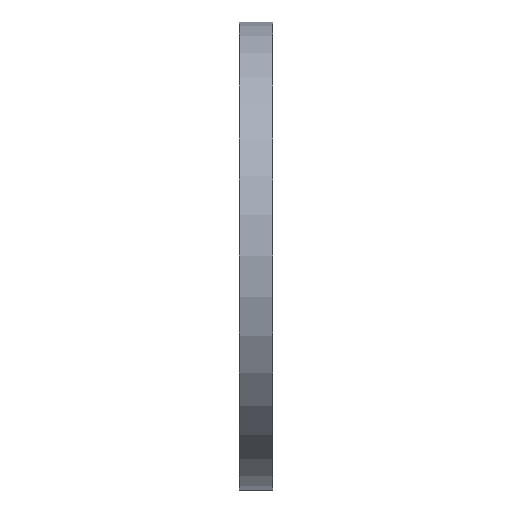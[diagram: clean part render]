
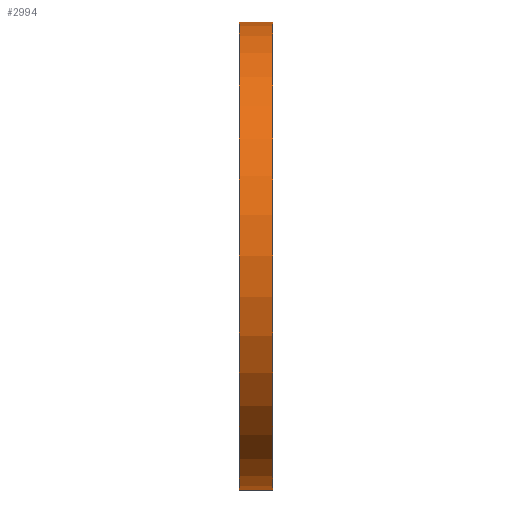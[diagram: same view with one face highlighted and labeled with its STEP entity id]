
A CAD part, left-side view. The second image highlights one B-rep face of the part: STEP entity #2994.
In plain terms, the highlighted cylindrical face has radius 70 mm (diameter 140 mm), a partial arc.
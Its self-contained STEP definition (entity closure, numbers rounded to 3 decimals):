
#489 = LINE ( 'NONE', #6214, #5787 ) ;
#1465 = CARTESIAN_POINT ( 'NONE',  ( 0., 5., 0. ) ) ;
#1496 = DIRECTION ( 'NONE',  ( 0., -1., 0. ) ) ;
#1912 = VERTEX_POINT ( 'NONE', #3319 ) ;
#2554 = ORIENTED_EDGE ( 'NONE', *, *, #9184, .F. ) ;
#2994 = ADVANCED_FACE ( 'NONE', ( #3458 ), #11079, .T. ) ;
#3226 = VECTOR ( 'NONE', #1496, 1000. ) ;
#3319 = CARTESIAN_POINT ( 'NONE',  ( 0., 5., -70. ) ) ;
#3458 = FACE_OUTER_BOUND ( 'NONE', #6731, .T. ) ;
#3822 = CIRCLE ( 'NONE', #10367, 70. ) ;
#4129 = EDGE_CURVE ( 'NONE', #1912, #7188, #489, .T. ) ;
#4287 = EDGE_CURVE ( 'NONE', #7169, #10754, #9866, .T. ) ;
#5787 = VECTOR ( 'NONE', #8529, 1000. ) ;
#6058 = ORIENTED_EDGE ( 'NONE', *, *, #11960, .T. ) ;
#6214 = CARTESIAN_POINT ( 'NONE',  ( 0., 5., -70. ) ) ;
#6731 = EDGE_LOOP ( 'NONE', ( #12319, #2554, #13150, #6058 ) ) ;
#7169 = VERTEX_POINT ( 'NONE', #10726 ) ;
#7188 = VERTEX_POINT ( 'NONE', #9730 ) ;
#7770 = DIRECTION ( 'NONE',  ( 0., 0., -1. ) ) ;
#7826 = AXIS2_PLACEMENT_3D ( 'NONE', #9118, #11232, #13370 ) ;
#8487 = DIRECTION ( 'NONE',  ( 0., 0., 1. ) ) ;
#8529 = DIRECTION ( 'NONE',  ( 0., -1., 0. ) ) ;
#8838 = CARTESIAN_POINT ( 'NONE',  ( 0., 5., 70. ) ) ;
#8853 = DIRECTION ( 'NONE',  ( 0., -1., 0. ) ) ;
#9118 = CARTESIAN_POINT ( 'NONE',  ( 0., -5., 0. ) ) ;
#9184 = EDGE_CURVE ( 'NONE', #1912, #7169, #3822, .T. ) ;
#9730 = CARTESIAN_POINT ( 'NONE',  ( 0., -5., -70. ) ) ;
#9866 = LINE ( 'NONE', #8838, #3226 ) ;
#10181 = CARTESIAN_POINT ( 'NONE',  ( 0., -5., 70. ) ) ;
#10246 = CIRCLE ( 'NONE', #7826, 70. ) ;
#10367 = AXIS2_PLACEMENT_3D ( 'NONE', #10638, #13613, #8487 ) ;
#10638 = CARTESIAN_POINT ( 'NONE',  ( 0., 5., 0. ) ) ;
#10726 = CARTESIAN_POINT ( 'NONE',  ( 0., 5., 70. ) ) ;
#10754 = VERTEX_POINT ( 'NONE', #10181 ) ;
#11079 = CYLINDRICAL_SURFACE ( 'NONE', #12384, 70. ) ;
#11232 = DIRECTION ( 'NONE',  ( 0., 1., 0. ) ) ;
#11960 = EDGE_CURVE ( 'NONE', #7188, #10754, #10246, .T. ) ;
#12319 = ORIENTED_EDGE ( 'NONE', *, *, #4287, .F. ) ;
#12384 = AXIS2_PLACEMENT_3D ( 'NONE', #1465, #8853, #7770 ) ;
#13150 = ORIENTED_EDGE ( 'NONE', *, *, #4129, .T. ) ;
#13370 = DIRECTION ( 'NONE',  ( 0., 0., 1. ) ) ;
#13613 = DIRECTION ( 'NONE',  ( 0., 1., 0. ) ) ;
